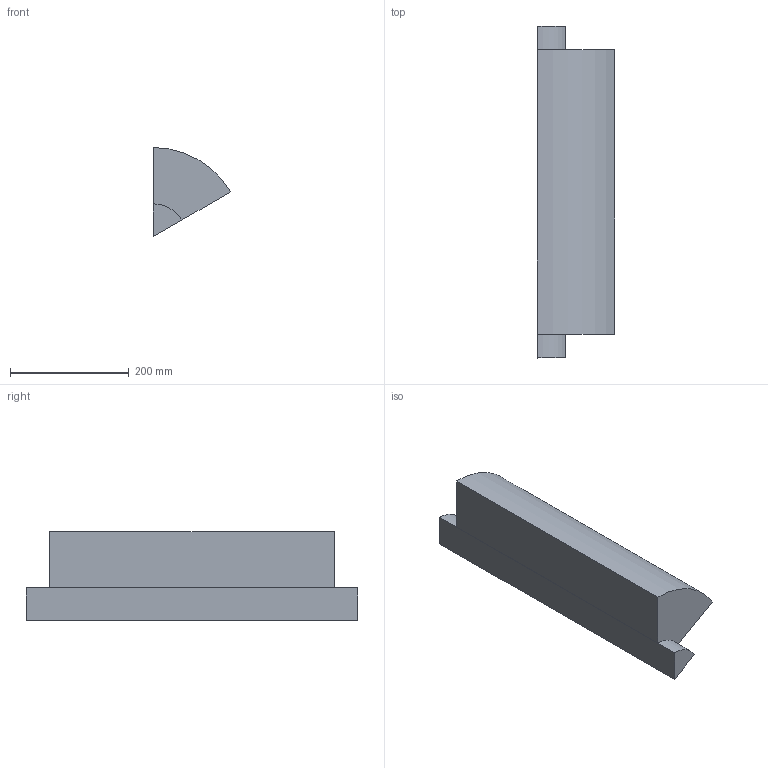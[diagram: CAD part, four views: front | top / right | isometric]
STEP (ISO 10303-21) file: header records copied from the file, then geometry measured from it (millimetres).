
FILE_DESCRIPTION(/* description */ (''),/* implementation_level */ '2;1');
FILE_NAME(/* name */ 'Presspassung_AnalysemodellVoll.stp',/* time_stamp */ '2015-07-21T18:39:20+02:00',/* author */ ('strangfeld'),/* organization */ (''),/* preprocessor_version */ 'ST-DEVELOPER v15.2',/* originating_system */ 'Autodesk Inventor 2014',/* authorisation */ '');
FILE_SCHEMA (('AUTOMOTIVE_DESIGN { 1 0 10303 214 3 1 1 }'));
Length unit declared in the file: millimetre
Products named in the file (45): Rotor; Welle - Darstellung; 6018_PART1; 6018_PART2; 6018_PART3; 6018_PART3_1; 6018_PART3_2; 6018_PART3_3; 6018_PART3_4; 6018_PART3_5; 6018_PART3_6; 6018_PART3_7; 6018_PART3_8; 6018_PART3_9; 6018_PART3_10; 6018_PART3_11; 6018_PART3_12; 6018_PART3_13; 6018; 6018_PART1_1; 6018_PART2_1; 6018_PART3_14; 6018_PART3_15; 6018_PART3_16; 6018_PART3_17; 6018_PART3_18; 6018_PART3_19; 6018_PART3_20; 6018_PART3_21; 6018_PART3_22; 6018_PART3_23; 6018_PART3_24; 6018_PART3_25; 6018_PART3_26; 6018_PART3_27; 6018_1; FettreglerPart2; Fettreglerscheibe; Schraubenverbindung4; Fettregler ...
Bounding box: 129.9 x 560 x 150 mm (x, y, z)
Volume: 5781577.7 mm3; surface area: 311659.9 mm2
Topology: 2 solids, 2 shells, 11 faces, 30 edges, 32 vertices
Faces by surface type: plane 8, cylinder 3
Entity records: 1354 total; most frequent: DIRECTION 251, CARTESIAN_POINT 227, AXIS2_PLACEMENT_3D 116, PRODUCT_DEFINITION_SHAPE 98, ITEM_DEFINED_TRANSFORMATION 53, CONTEXT_DEPENDENT_SHAPE_REPRESENTATION 53, NEXT_ASSEMBLY_USAGE_OCCURRENCE 53, UNCERTAINTY_MEASURE_WITH_UNIT 45
